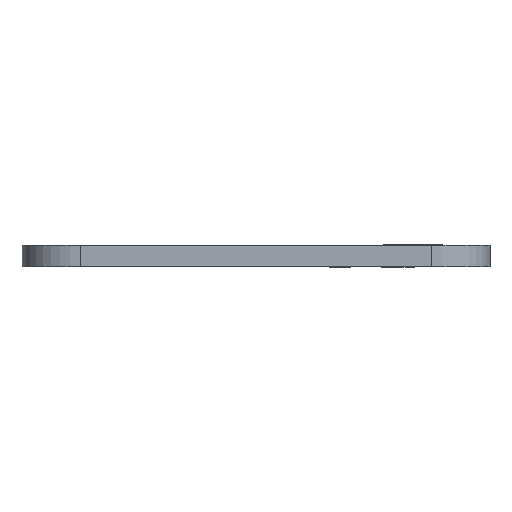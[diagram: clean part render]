
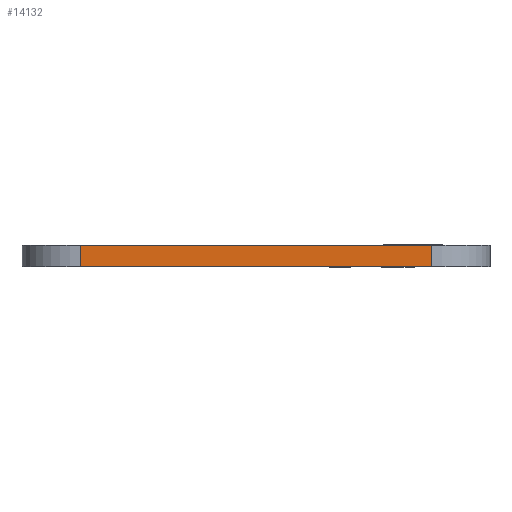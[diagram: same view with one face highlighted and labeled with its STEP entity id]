
A CAD part, left-side view. The second image highlights one B-rep face of the part: STEP entity #14132.
In plain terms, the highlighted planar face has unit normal (-1, 0, 0).
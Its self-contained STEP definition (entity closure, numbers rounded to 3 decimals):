
#13379 = VERTEX_POINT('',#13380);
#13380 = CARTESIAN_POINT('',(-35.75,21.,0.));
#13387 = EDGE_CURVE('',#13388,#13379,#13390,.T.);
#13388 = VERTEX_POINT('',#13389);
#13389 = CARTESIAN_POINT('',(-35.75,3.,0.));
#13390 = LINE('',#13391,#13392);
#13391 = CARTESIAN_POINT('',(-35.75,3.,0.));
#13392 = VECTOR('',#13393,1.);
#13393 = DIRECTION('',(0.,1.,0.));
#13729 = VERTEX_POINT('',#13730);
#13730 = CARTESIAN_POINT('',(-35.75,21.,1.09));
#13737 = EDGE_CURVE('',#13738,#13729,#13740,.T.);
#13738 = VERTEX_POINT('',#13739);
#13739 = CARTESIAN_POINT('',(-35.75,3.,1.09));
#13740 = LINE('',#13741,#13742);
#13741 = CARTESIAN_POINT('',(-35.75,3.,1.09));
#13742 = VECTOR('',#13743,1.);
#13743 = DIRECTION('',(0.,1.,0.));
#14102 = EDGE_CURVE('',#13379,#13729,#14103,.T.);
#14103 = LINE('',#14104,#14105);
#14104 = CARTESIAN_POINT('',(-35.75,21.,0.));
#14105 = VECTOR('',#14106,1.);
#14106 = DIRECTION('',(0.,0.,1.));
#14132 = ADVANCED_FACE('',(#14133),#14144,.T.);
#14133 = FACE_BOUND('',#14134,.T.);
#14134 = EDGE_LOOP('',(#14135,#14141,#14142,#14143));
#14135 = ORIENTED_EDGE('',*,*,#14136,.T.);
#14136 = EDGE_CURVE('',#13388,#13738,#14137,.T.);
#14137 = LINE('',#14138,#14139);
#14138 = CARTESIAN_POINT('',(-35.75,3.,0.));
#14139 = VECTOR('',#14140,1.);
#14140 = DIRECTION('',(0.,0.,1.));
#14141 = ORIENTED_EDGE('',*,*,#13737,.T.);
#14142 = ORIENTED_EDGE('',*,*,#14102,.F.);
#14143 = ORIENTED_EDGE('',*,*,#13387,.F.);
#14144 = PLANE('',#14145);
#14145 = AXIS2_PLACEMENT_3D('',#14146,#14147,#14148);
#14146 = CARTESIAN_POINT('',(-35.75,3.,0.));
#14147 = DIRECTION('',(-1.,0.,0.));
#14148 = DIRECTION('',(0.,1.,0.));
